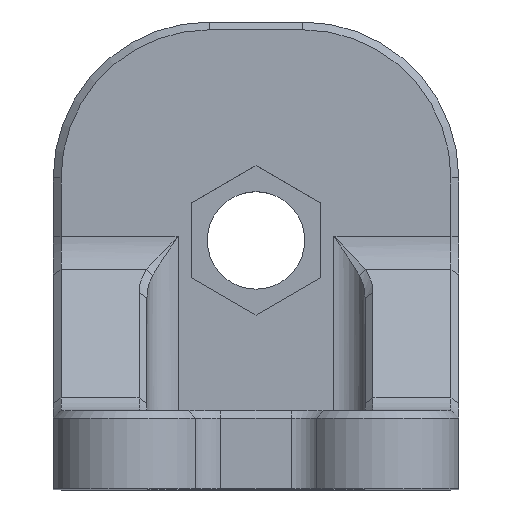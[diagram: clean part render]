
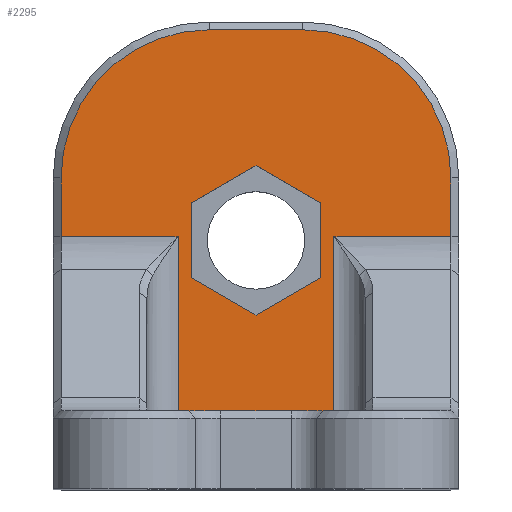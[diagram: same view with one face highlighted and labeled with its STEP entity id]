
A CAD part, top view. The second image highlights one B-rep face of the part: STEP entity #2295.
In plain terms, the highlighted planar face has unit normal (0, 0, 1).
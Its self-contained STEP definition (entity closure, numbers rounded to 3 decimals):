
#6 = CARTESIAN_POINT ( 'NONE',  ( -12.5, 15., -45. ) ) ;
#22 = CARTESIAN_POINT ( 'NONE',  ( 0., 15.792, -45. ) ) ;
#31 = CARTESIAN_POINT ( 'NONE',  ( 5., -5., -45. ) ) ;
#47 = DIRECTION ( 'NONE',  ( -0.866, -0.5, 0. ) ) ;
#54 = LINE ( 'NONE', #1813, #934 ) ;
#65 = VECTOR ( 'NONE', #250, 1000. ) ;
#77 = DIRECTION ( 'NONE',  ( 1., 0., 0. ) ) ;
#89 = LINE ( 'NONE', #1383, #190 ) ;
#101 = CARTESIAN_POINT ( 'NONE',  ( 0., 11.243, -45. ) ) ;
#108 = DIRECTION ( 'NONE',  ( 0., 0., 1. ) ) ;
#109 = EDGE_CURVE ( 'NONE', #1855, #1449, #413, .T. ) ;
#128 = EDGE_CURVE ( 'NONE', #2342, #2464, #1301, .T. ) ;
#179 = EDGE_CURVE ( 'NONE', #2107, #2466, #1944, .T. ) ;
#190 = VECTOR ( 'NONE', #1443, 1000. ) ;
#216 = VECTOR ( 'NONE', #1200, 1000. ) ;
#223 = CARTESIAN_POINT ( 'NONE',  ( 4.15, 8.604, -45. ) ) ;
#242 = DIRECTION ( 'NONE',  ( -1., 0., 0. ) ) ;
#250 = DIRECTION ( 'NONE',  ( 0., -1., 0. ) ) ;
#260 = CARTESIAN_POINT ( 'NONE',  ( 12.5, 11.243, -45. ) ) ;
#306 = LINE ( 'NONE', #1172, #381 ) ;
#315 = CARTESIAN_POINT ( 'NONE',  ( 3., 24.5, -45. ) ) ;
#316 = VECTOR ( 'NONE', #444, 1000. ) ;
#335 = CARTESIAN_POINT ( 'NONE',  ( 4.15, 13.396, -45. ) ) ;
#370 = EDGE_CURVE ( 'NONE', #2168, #1697, #2746, .T. ) ;
#381 = VECTOR ( 'NONE', #2743, 1000. ) ;
#390 = EDGE_CURVE ( 'NONE', #1325, #2665, #2187, .T. ) ;
#394 = ORIENTED_EDGE ( 'NONE', *, *, #2248, .F. ) ;
#413 = LINE ( 'NONE', #2807, #316 ) ;
#437 = CARTESIAN_POINT ( 'NONE',  ( 12.5, 15., -45. ) ) ;
#444 = DIRECTION ( 'NONE',  ( 0.866, -0.5, 0. ) ) ;
#467 = CARTESIAN_POINT ( 'NONE',  ( 4.15, 13.396, -45. ) ) ;
#472 = VECTOR ( 'NONE', #47, 1000. ) ;
#479 = VERTEX_POINT ( 'NONE', #617 ) ;
#485 = VECTOR ( 'NONE', #1930, 1000. ) ;
#504 = ORIENTED_EDGE ( 'NONE', *, *, #390, .T. ) ;
#505 = ORIENTED_EDGE ( 'NONE', *, *, #2667, .T. ) ;
#540 = CARTESIAN_POINT ( 'NONE',  ( -5., -5., -45. ) ) ;
#557 = EDGE_CURVE ( 'NONE', #1697, #1449, #2356, .T. ) ;
#561 = CARTESIAN_POINT ( 'NONE',  ( -3., 15., -45. ) ) ;
#575 = FACE_OUTER_BOUND ( 'NONE', #1014, .T. ) ;
#585 = DIRECTION ( 'NONE',  ( -1., 0., 0. ) ) ;
#596 = ORIENTED_EDGE ( 'NONE', *, *, #179, .T. ) ;
#617 = CARTESIAN_POINT ( 'NONE',  ( 0., 15.792, -45. ) ) ;
#639 = LINE ( 'NONE', #31, #65 ) ;
#645 = ORIENTED_EDGE ( 'NONE', *, *, #109, .F. ) ;
#684 = EDGE_CURVE ( 'NONE', #945, #1325, #1545, .T. ) ;
#698 = CARTESIAN_POINT ( 'NONE',  ( -12.5, -5., -45. ) ) ;
#732 = EDGE_CURVE ( 'NONE', #479, #2168, #1441, .T. ) ;
#741 = DIRECTION ( 'NONE',  ( 1., 0., 0. ) ) ;
#823 = CIRCLE ( 'NONE', #1239, 9.5 ) ;
#830 = CARTESIAN_POINT ( 'NONE',  ( 5., -5., -45. ) ) ;
#853 = VECTOR ( 'NONE', #1278, 1000. ) ;
#865 = DIRECTION ( 'NONE',  ( 1., 0., 0. ) ) ;
#922 = CARTESIAN_POINT ( 'NONE',  ( 0., 24.5, -45. ) ) ;
#934 = VECTOR ( 'NONE', #2250, 1000. ) ;
#945 = VERTEX_POINT ( 'NONE', #315 ) ;
#947 = ORIENTED_EDGE ( 'NONE', *, *, #128, .T. ) ;
#971 = VECTOR ( 'NONE', #2324, 1000. ) ;
#989 = CARTESIAN_POINT ( 'NONE',  ( 0., 6.208, -45. ) ) ;
#1014 = EDGE_LOOP ( 'NONE', ( #1648, #596, #505, #2108, #504, #2477, #947, #2482, #1974, #1495 ) ) ;
#1029 = CARTESIAN_POINT ( 'NONE',  ( -5., 11.243, -45. ) ) ;
#1069 = VECTOR ( 'NONE', #242, 1000. ) ;
#1101 = CARTESIAN_POINT ( 'NONE',  ( 0., 11.243, -45. ) ) ;
#1125 = DIRECTION ( 'NONE',  ( 0., 0., 1. ) ) ;
#1132 = VERTEX_POINT ( 'NONE', #830 ) ;
#1172 = CARTESIAN_POINT ( 'NONE',  ( -5., -5., -45. ) ) ;
#1200 = DIRECTION ( 'NONE',  ( 0., -1., 0. ) ) ;
#1212 = DIRECTION ( 'NONE',  ( 0., 0., 1. ) ) ;
#1239 = AXIS2_PLACEMENT_3D ( 'NONE', #1993, #1125, #865 ) ;
#1257 = VECTOR ( 'NONE', #585, 1000. ) ;
#1278 = DIRECTION ( 'NONE',  ( 1., 0., 0. ) ) ;
#1292 = LINE ( 'NONE', #698, #1489 ) ;
#1301 = LINE ( 'NONE', #1101, #853 ) ;
#1325 = VERTEX_POINT ( 'NONE', #1785 ) ;
#1383 = CARTESIAN_POINT ( 'NONE',  ( -4.15, 13.396, -45. ) ) ;
#1388 = VERTEX_POINT ( 'NONE', #540 ) ;
#1441 = LINE ( 'NONE', #2501, #971 ) ;
#1443 = DIRECTION ( 'NONE',  ( 0., -1., 0. ) ) ;
#1449 = VERTEX_POINT ( 'NONE', #989 ) ;
#1477 = EDGE_LOOP ( 'NONE', ( #2299, #1726, #2599, #1727, #645, #394 ) ) ;
#1483 = EDGE_CURVE ( 'NONE', #1388, #1132, #54, .T. ) ;
#1489 = VECTOR ( 'NONE', #2625, 1000. ) ;
#1495 = ORIENTED_EDGE ( 'NONE', *, *, #1892, .F. ) ;
#1545 = LINE ( 'NONE', #922, #1069 ) ;
#1612 = CARTESIAN_POINT ( 'NONE',  ( -12.5, 11.243, -45. ) ) ;
#1627 = PLANE ( 'NONE',  #2073 ) ;
#1628 = VERTEX_POINT ( 'NONE', #2450 ) ;
#1641 = CARTESIAN_POINT ( 'NONE',  ( 0., -5., -45. ) ) ;
#1648 = ORIENTED_EDGE ( 'NONE', *, *, #1730, .F. ) ;
#1697 = VERTEX_POINT ( 'NONE', #223 ) ;
#1713 = VERTEX_POINT ( 'NONE', #1990 ) ;
#1726 = ORIENTED_EDGE ( 'NONE', *, *, #732, .T. ) ;
#1727 = ORIENTED_EDGE ( 'NONE', *, *, #557, .T. ) ;
#1730 = EDGE_CURVE ( 'NONE', #2107, #1628, #1774, .T. ) ;
#1774 = LINE ( 'NONE', #101, #1257 ) ;
#1785 = CARTESIAN_POINT ( 'NONE',  ( -3., 24.5, -45. ) ) ;
#1813 = CARTESIAN_POINT ( 'NONE',  ( 0., -5., -45. ) ) ;
#1855 = VERTEX_POINT ( 'NONE', #2448 ) ;
#1871 = EDGE_CURVE ( 'NONE', #2665, #2342, #1292, .T. ) ;
#1892 = EDGE_CURVE ( 'NONE', #1628, #1132, #639, .T. ) ;
#1930 = DIRECTION ( 'NONE',  ( -0.866, -0.5, 0. ) ) ;
#1944 = LINE ( 'NONE', #2634, #2515 ) ;
#1974 = ORIENTED_EDGE ( 'NONE', *, *, #1483, .T. ) ;
#1990 = CARTESIAN_POINT ( 'NONE',  ( -4.15, 13.396, -45. ) ) ;
#1993 = CARTESIAN_POINT ( 'NONE',  ( 3., 15., -45. ) ) ;
#2073 = AXIS2_PLACEMENT_3D ( 'NONE', #1641, #1212, #77 ) ;
#2107 = VERTEX_POINT ( 'NONE', #260 ) ;
#2108 = ORIENTED_EDGE ( 'NONE', *, *, #684, .T. ) ;
#2168 = VERTEX_POINT ( 'NONE', #467 ) ;
#2187 = CIRCLE ( 'NONE', #2653, 9.5 ) ;
#2242 = LINE ( 'NONE', #22, #472 ) ;
#2248 = EDGE_CURVE ( 'NONE', #1713, #1855, #89, .T. ) ;
#2250 = DIRECTION ( 'NONE',  ( 1., 0., 0. ) ) ;
#2273 = FACE_BOUND ( 'NONE', #1477, .T. ) ;
#2295 = ADVANCED_FACE ( 'NONE', ( #575, #2273 ), #1627, .T. ) ;
#2299 = ORIENTED_EDGE ( 'NONE', *, *, #2566, .F. ) ;
#2324 = DIRECTION ( 'NONE',  ( 0.866, -0.5, 0. ) ) ;
#2342 = VERTEX_POINT ( 'NONE', #1612 ) ;
#2356 = LINE ( 'NONE', #2404, #485 ) ;
#2404 = CARTESIAN_POINT ( 'NONE',  ( 4.15, 8.604, -45. ) ) ;
#2448 = CARTESIAN_POINT ( 'NONE',  ( -4.15, 8.604, -45. ) ) ;
#2450 = CARTESIAN_POINT ( 'NONE',  ( 5., 11.243, -45. ) ) ;
#2464 = VERTEX_POINT ( 'NONE', #1029 ) ;
#2466 = VERTEX_POINT ( 'NONE', #437 ) ;
#2477 = ORIENTED_EDGE ( 'NONE', *, *, #1871, .T. ) ;
#2482 = ORIENTED_EDGE ( 'NONE', *, *, #2838, .T. ) ;
#2501 = CARTESIAN_POINT ( 'NONE',  ( 0., 15.792, -45. ) ) ;
#2515 = VECTOR ( 'NONE', #2822, 1000. ) ;
#2566 = EDGE_CURVE ( 'NONE', #479, #1713, #2242, .T. ) ;
#2599 = ORIENTED_EDGE ( 'NONE', *, *, #370, .T. ) ;
#2625 = DIRECTION ( 'NONE',  ( 0., -1., 0. ) ) ;
#2634 = CARTESIAN_POINT ( 'NONE',  ( 12.5, -5., -45. ) ) ;
#2653 = AXIS2_PLACEMENT_3D ( 'NONE', #561, #108, #741 ) ;
#2665 = VERTEX_POINT ( 'NONE', #6 ) ;
#2667 = EDGE_CURVE ( 'NONE', #2466, #945, #823, .T. ) ;
#2743 = DIRECTION ( 'NONE',  ( 0., -1., 0. ) ) ;
#2746 = LINE ( 'NONE', #335, #216 ) ;
#2807 = CARTESIAN_POINT ( 'NONE',  ( -4.15, 8.604, -45. ) ) ;
#2822 = DIRECTION ( 'NONE',  ( 0., 1., 0. ) ) ;
#2838 = EDGE_CURVE ( 'NONE', #2464, #1388, #306, .T. ) ;
